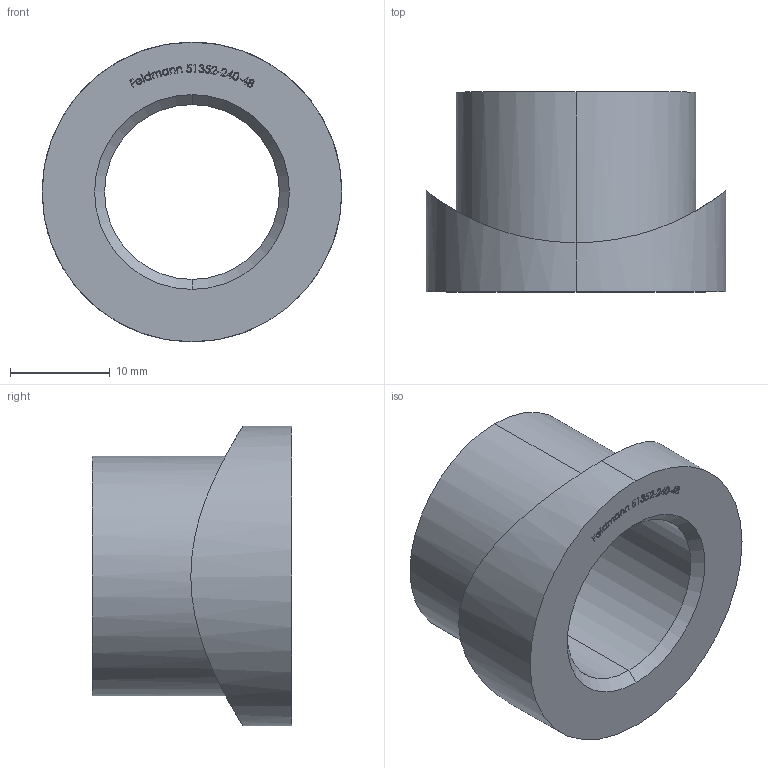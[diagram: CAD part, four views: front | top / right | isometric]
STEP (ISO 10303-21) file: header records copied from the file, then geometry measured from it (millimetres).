
FILE_DESCRIPTION (( 'STEP AP203' ), '1' );
FILE_NAME ('51352-240-48.STEP', '2016-02-16T13:19:30', ( '' ), ( '' ), 'SwSTEP 2.0', 'SolidWorks 2015', '' );
FILE_SCHEMA (( 'CONFIG_CONTROL_DESIGN' ));
Length unit declared in the file: millimetre
Products named in the file (1): 51352-240-48
Bounding box: 30 x 20 x 30 mm (x, y, z)
Volume: 5947 mm3; surface area: 3722.6 mm2
Topology: 1 solids, 1 shells, 278 faces, 737 edges, 490 vertices
Faces by surface type: plane 151, bspline 116, cylinder 7, cone 4
Entity records: 15047 total; most frequent: CARTESIAN_POINT 8851, ORIENTED_EDGE 1474, DIRECTION 839, EDGE_CURVE 737, VERTEX_POINT 490, VECTOR 489, LINE 489, EDGE_LOOP 309
